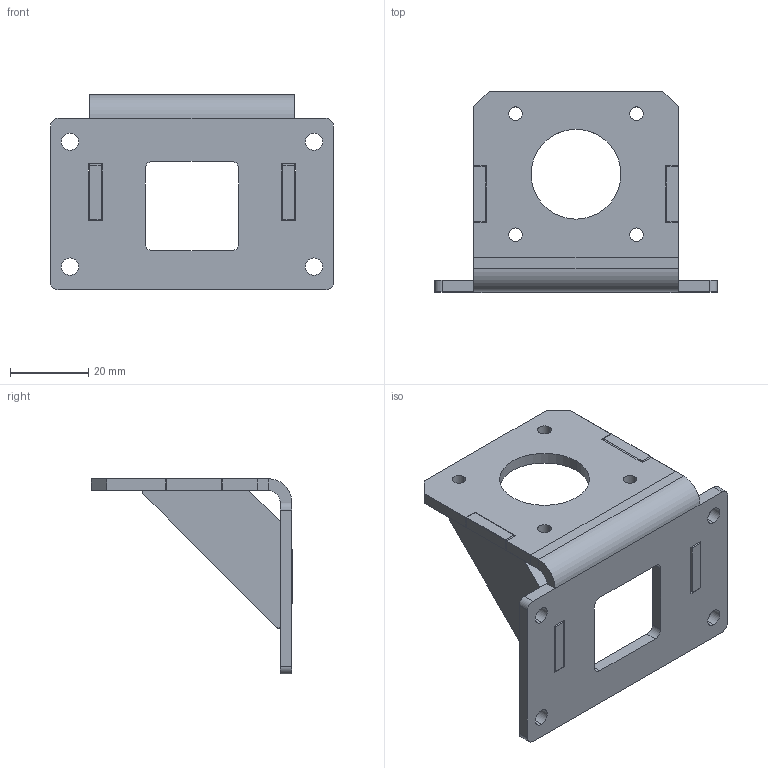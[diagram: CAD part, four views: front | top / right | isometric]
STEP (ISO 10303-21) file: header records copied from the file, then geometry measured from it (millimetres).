
FILE_DESCRIPTION (( 'STEP AP203' ), '1' );
FILE_NAME ('NEMA_17_stojka_zavarena.STEP', '2019-04-04T11:47:26', ( '' ), ( '' ), 'SwSTEP 2.0', 'SolidWorks 2018', '' );
FILE_SCHEMA (( 'CONFIG_CONTROL_DESIGN' ));
Length unit declared in the file: millimetre
Products named in the file (3): 9241-01.02.01.02_Stojka_01; 9241-01.02.01.01_Planka_01; NEMA_17_stojka_zavarena
Assembly tree (3 placements, depth 2):
  NEMA_17_stojka_zavarena
    9241-01.02.01.02_Stojka_01
    9241-01.02.01.01_Planka_01  x2
Bounding box: 72.5 x 51.55 x 50.2 mm (x, y, z)
Volume: 23486.9 mm3; surface area: 19367.4 mm2
Topology: 4 solids, 4 shells, 116 faces, 316 edges, 208 vertices
Faces by surface type: plane 72, cylinder 44
Entity records: 3546 total; most frequent: DIRECTION 563, CARTESIAN_POINT 554, ORIENTED_EDGE 542, EDGE_CURVE 271, LINE 189, VECTOR 189, AXIS2_PLACEMENT_3D 187, VERTEX_POINT 178
